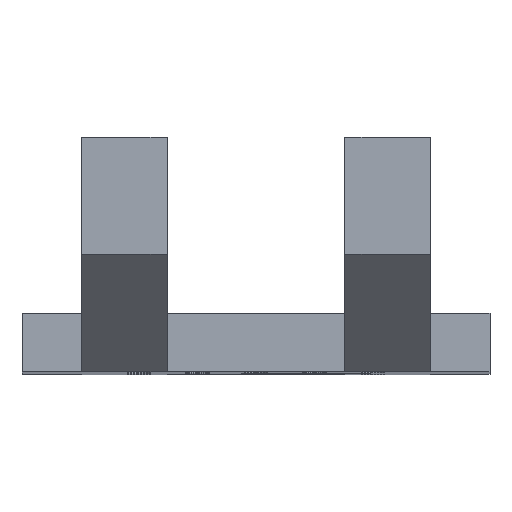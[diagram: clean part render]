
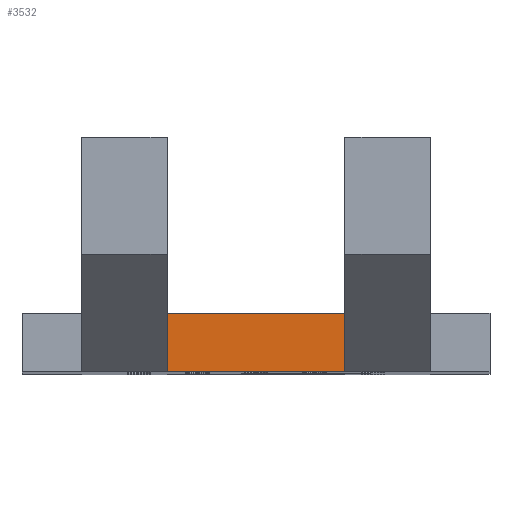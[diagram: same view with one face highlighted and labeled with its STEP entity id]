
A CAD part, top view. The second image highlights one B-rep face of the part: STEP entity #3532.
In plain terms, the highlighted planar face has unit normal (0, 0, 1).
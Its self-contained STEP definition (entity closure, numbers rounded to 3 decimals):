
#221=PLANE('',#3794);
#279=FACE_OUTER_BOUND('',#519,.T.);
#519=EDGE_LOOP('',(#2600,#2601,#2602,#2603));
#1051=LINE('',#5275,#1294);
#1092=LINE('',#5536,#1335);
#1093=LINE('',#5538,#1336);
#1094=LINE('',#5539,#1337);
#1294=VECTOR('',#4170,10.);
#1335=VECTOR('',#4413,10.);
#1336=VECTOR('',#4414,10.);
#1337=VECTOR('',#4415,10.);
#1530=VERTEX_POINT('',#5272);
#1531=VERTEX_POINT('',#5274);
#1650=VERTEX_POINT('',#5535);
#1651=VERTEX_POINT('',#5537);
#1910=EDGE_CURVE('',#1530,#1531,#1051,.T.);
#2040=EDGE_CURVE('',#1650,#1530,#1092,.T.);
#2041=EDGE_CURVE('',#1651,#1650,#1093,.T.);
#2042=EDGE_CURVE('',#1651,#1531,#1094,.T.);
#2600=ORIENTED_EDGE('',*,*,#1910,.F.);
#2601=ORIENTED_EDGE('',*,*,#2040,.F.);
#2602=ORIENTED_EDGE('',*,*,#2041,.F.);
#2603=ORIENTED_EDGE('',*,*,#2042,.T.);
#3532=ADVANCED_FACE('',(#279),#221,.F.);
#3794=AXIS2_PLACEMENT_3D('',#5534,#4411,#4412);
#4170=DIRECTION('',(1.,0.,0.));
#4411=DIRECTION('center_axis',(0.,0.,-1.));
#4412=DIRECTION('ref_axis',(-1.,0.,0.));
#4413=DIRECTION('',(0.,1.,0.));
#4414=DIRECTION('',(-1.,0.,0.));
#4415=DIRECTION('',(0.,1.,0.));
#5272=CARTESIAN_POINT('',(12.4,5.,-20.));
#5274=CARTESIAN_POINT('',(27.6,5.,-20.));
#5275=CARTESIAN_POINT('',(0.,5.,-20.));
#5534=CARTESIAN_POINT('Origin',(27.6,0.,-20.));
#5535=CARTESIAN_POINT('',(12.4,0.,-20.));
#5536=CARTESIAN_POINT('',(12.4,0.,-20.));
#5537=CARTESIAN_POINT('',(27.6,0.,-20.));
#5538=CARTESIAN_POINT('',(13.8,0.,-20.));
#5539=CARTESIAN_POINT('',(27.6,0.,-20.));
